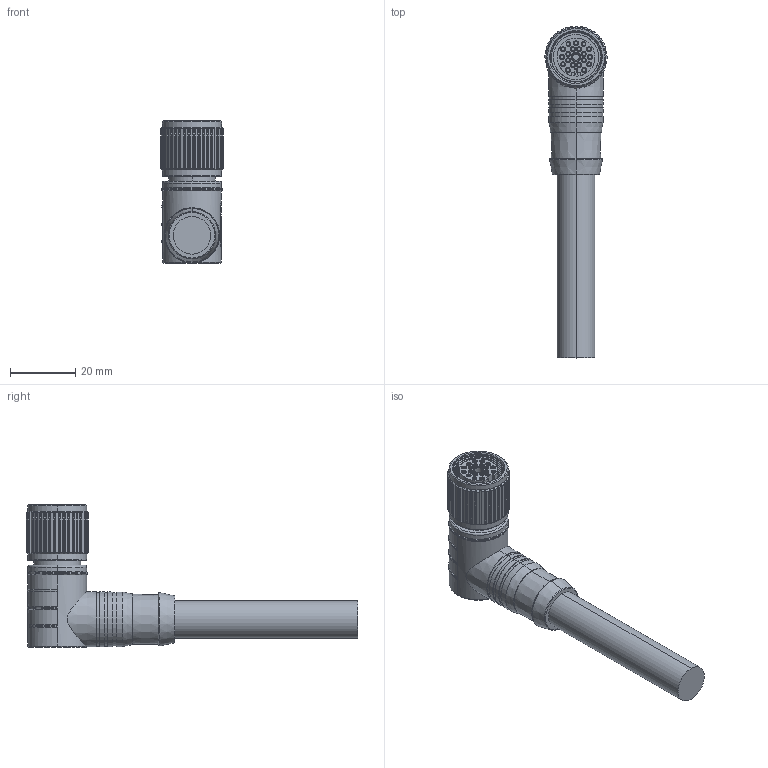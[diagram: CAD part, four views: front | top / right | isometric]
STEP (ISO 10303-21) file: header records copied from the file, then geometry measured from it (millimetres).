
FILE_DESCRIPTION (( 'STEP AP203' ), '1' );
FILE_NAME ('P296.STEP', '2020-05-18T09:17:20', ( 'edpusr' ), ( 'Microsoft' ), 'SwSTEP 2.0', 'SolidWorks 2015', '' );
FILE_SCHEMA (( 'CONFIG_CONTROL_DESIGN' ));
Length unit declared in the file: millimetre
Products named in the file (1): P296
Bounding box: 19 x 101.5 x 43.5 mm (x, y, z)
Volume: 21777.8 mm3; surface area: 9214.4 mm2
Topology: 1 solids, 1 shells, 962 faces, 2916 edges, 2033 vertices
Faces by surface type: plane 355, cylinder 309, bspline 153, cone 126, torus 19
Entity records: 45955 total; most frequent: CARTESIAN_POINT 22696, ORIENTED_EDGE 5832, DIRECTION 3405, EDGE_CURVE 2916, VERTEX_POINT 2033, B_SPLINE_CURVE_WITH_KNOTS 1501, AXIS2_PLACEMENT_3D 1250, EDGE_LOOP 1039
